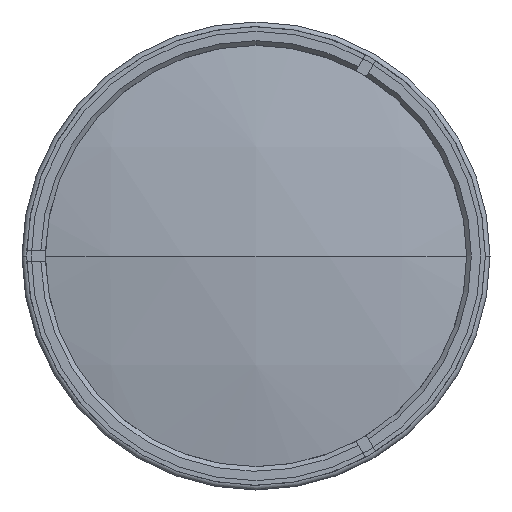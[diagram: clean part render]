
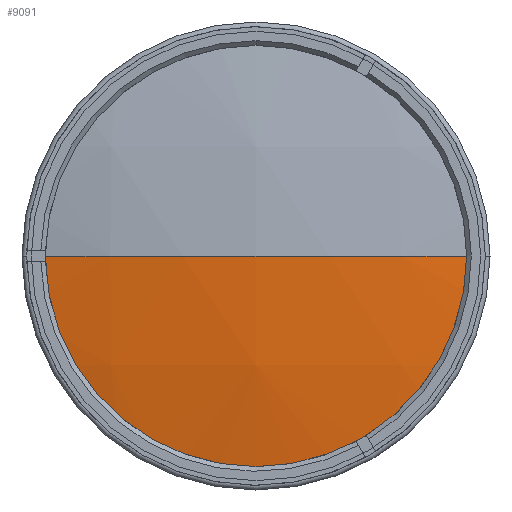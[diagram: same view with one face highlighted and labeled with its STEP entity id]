
A CAD part, left-side view. The second image highlights one B-rep face of the part: STEP entity #9091.
In plain terms, the highlighted spherical face has radius 224 mm.
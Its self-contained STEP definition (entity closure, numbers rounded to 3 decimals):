
#419 = DIRECTION ( 'NONE',  ( 0., 1., 0. ) ) ;
#637 = FACE_OUTER_BOUND ( 'NONE', #4477, .T. ) ;
#645 = DIRECTION ( 'NONE',  ( 0., -1., 0. ) ) ;
#806 = CARTESIAN_POINT ( 'NONE',  ( -182.505, 0., 0. ) ) ;
#1288 = AXIS2_PLACEMENT_3D ( 'NONE', #8354, #4826, #419 ) ;
#1549 = DIRECTION ( 'NONE',  ( 0., 0., 1. ) ) ;
#1791 = VERTEX_POINT ( 'NONE', #9300 ) ;
#2547 = AXIS2_PLACEMENT_3D ( 'NONE', #9337, #5055, #645 ) ;
#2763 = DIRECTION ( 'NONE',  ( 0., 0., -1. ) ) ;
#3175 = CIRCLE ( 'NONE', #8086, 46.5 ) ;
#3512 = ORIENTED_EDGE ( 'NONE', *, *, #5556, .T. ) ;
#4107 = EDGE_CURVE ( 'NONE', #5479, #1791, #4194, .T. ) ;
#4194 = CIRCLE ( 'NONE', #2547, 224. ) ;
#4234 = ORIENTED_EDGE ( 'NONE', *, *, #7950, .T. ) ;
#4477 = EDGE_LOOP ( 'NONE', ( #3512, #4234, #6141 ) ) ;
#4826 = DIRECTION ( 'NONE',  ( 0., 0., -1. ) ) ;
#4893 = AXIS2_PLACEMENT_3D ( 'NONE', #7104, #2763, #7825 ) ;
#4907 = CARTESIAN_POINT ( 'NONE',  ( -182.505, -46.5, 0. ) ) ;
#5055 = DIRECTION ( 'NONE',  ( 0., 0., 1. ) ) ;
#5123 = CARTESIAN_POINT ( 'NONE',  ( -182.505, 46.5, 0. ) ) ;
#5479 = VERTEX_POINT ( 'NONE', #5123 ) ;
#5556 = EDGE_CURVE ( 'NONE', #5479, #7128, #3175, .T. ) ;
#5792 = SPHERICAL_SURFACE ( 'NONE', #1288, 224. ) ;
#5929 = DIRECTION ( 'NONE',  ( -1., 0., 0. ) ) ;
#6141 = ORIENTED_EDGE ( 'NONE', *, *, #4107, .F. ) ;
#7104 = CARTESIAN_POINT ( 'NONE',  ( 36.615, 0., 0. ) ) ;
#7128 = VERTEX_POINT ( 'NONE', #4907 ) ;
#7342 = CIRCLE ( 'NONE', #4893, 224. ) ;
#7825 = DIRECTION ( 'NONE',  ( 0., 1., 0. ) ) ;
#7950 = EDGE_CURVE ( 'NONE', #7128, #1791, #7342, .T. ) ;
#8086 = AXIS2_PLACEMENT_3D ( 'NONE', #806, #5929, #1549 ) ;
#8354 = CARTESIAN_POINT ( 'NONE',  ( 36.615, 0., 0. ) ) ;
#9091 = ADVANCED_FACE ( 'NONE', ( #637 ), #5792, .T. ) ;
#9300 = CARTESIAN_POINT ( 'NONE',  ( -187.385, 0., 0. ) ) ;
#9337 = CARTESIAN_POINT ( 'NONE',  ( 36.615, 0., 0. ) ) ;
